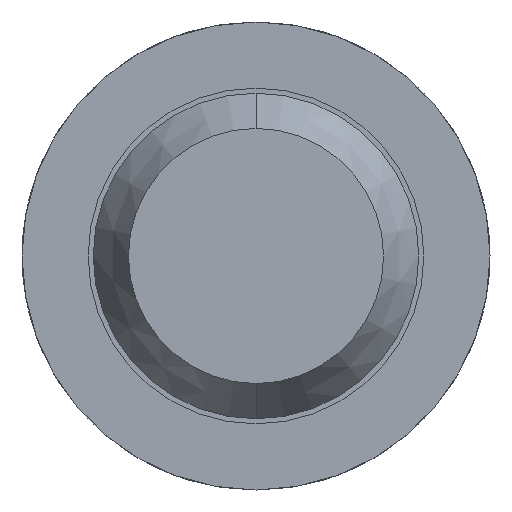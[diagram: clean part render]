
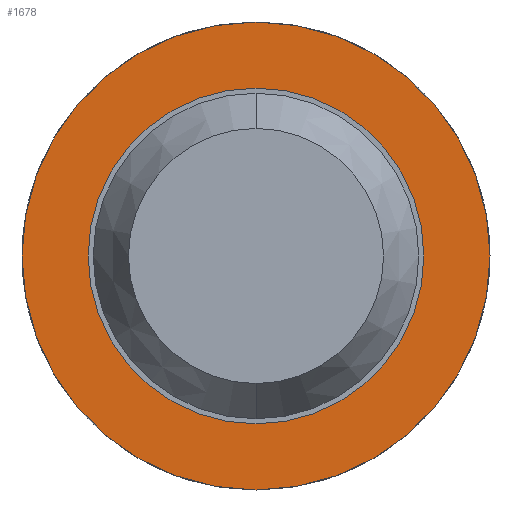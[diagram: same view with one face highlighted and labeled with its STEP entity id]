
A CAD part, front view. The second image highlights one B-rep face of the part: STEP entity #1678.
In plain terms, the highlighted planar face has unit normal (0, -1, 0).
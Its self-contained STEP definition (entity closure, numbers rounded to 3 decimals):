
#156 = ORIENTED_EDGE ( 'NONE', *, *, #3611, .F. ) ;
#289 = CARTESIAN_POINT ( 'NONE',  ( 0., -1.7, 0. ) ) ;
#321 = EDGE_LOOP ( 'NONE', ( #370, #156 ) ) ;
#369 = CARTESIAN_POINT ( 'NONE',  ( 0., -1.7, 0. ) ) ;
#370 = ORIENTED_EDGE ( 'NONE', *, *, #1474, .F. ) ;
#394 = PLANE ( 'NONE',  #636 ) ;
#415 = CIRCLE ( 'NONE', #893, 0.825 ) ;
#429 = DIRECTION ( 'NONE',  ( 0., 1., 0. ) ) ;
#636 = AXIS2_PLACEMENT_3D ( 'NONE', #710, #2853, #1019 ) ;
#695 = CIRCLE ( 'NONE', #2747, 1.15 ) ;
#710 = CARTESIAN_POINT ( 'NONE',  ( 0.825, -1.7, 0. ) ) ;
#868 = CARTESIAN_POINT ( 'NONE',  ( 0., -1.7, -1.15 ) ) ;
#893 = AXIS2_PLACEMENT_3D ( 'NONE', #3177, #3494, #3991 ) ;
#959 = VERTEX_POINT ( 'NONE', #868 ) ;
#1019 = DIRECTION ( 'NONE',  ( 0., 0., 1. ) ) ;
#1032 = ORIENTED_EDGE ( 'NONE', *, *, #1789, .T. ) ;
#1044 = FACE_BOUND ( 'NONE', #2812, .T. ) ;
#1094 = CIRCLE ( 'NONE', #1657, 0.825 ) ;
#1307 = DIRECTION ( 'NONE',  ( 0., 1., 0. ) ) ;
#1398 = CARTESIAN_POINT ( 'NONE',  ( 0., -1.7, 1.15 ) ) ;
#1474 = EDGE_CURVE ( 'Defeature ausgef�hrt1_0+Defeature ausgef�hrt1_7+Defeature ausgef�hrt1_7+Defeature ausgef�hrt1_7', #2404, #959, #2607, .T. ) ;
#1657 = AXIS2_PLACEMENT_3D ( 'NONE', #369, #1307, #1867 ) ;
#1678 = ADVANCED_FACE ( 'Defeature ausgef�hrt1_7', ( #2867, #1044 ), #394, .F. ) ;
#1789 = EDGE_CURVE ( 'Defeature ausgef�hrt1_7+Defeature ausgef�hrt1_6+Defeature ausgef�hrt1_6+Defeature ausgef�hrt1_6', #3721, #2208, #415, .T. ) ;
#1800 = DIRECTION ( 'NONE',  ( 0., 1., 0. ) ) ;
#1867 = DIRECTION ( 'NONE',  ( 0., 0., 1. ) ) ;
#1933 = DIRECTION ( 'NONE',  ( 0., 0., 1. ) ) ;
#2140 = EDGE_CURVE ( 'Defeature ausgef�hrt1_7+Defeature ausgef�hrt1_6+Defeature ausgef�hrt1_6+Defeature ausgef�hrt1_6', #2208, #3721, #1094, .T. ) ;
#2208 = VERTEX_POINT ( 'NONE', #2843 ) ;
#2261 = CARTESIAN_POINT ( 'NONE',  ( 0., -1.7, -0.825 ) ) ;
#2404 = VERTEX_POINT ( 'NONE', #1398 ) ;
#2607 = CIRCLE ( 'NONE', #3554, 1.15 ) ;
#2723 = DIRECTION ( 'NONE',  ( 0., 0., 1. ) ) ;
#2747 = AXIS2_PLACEMENT_3D ( 'NONE', #2893, #429, #1933 ) ;
#2812 = EDGE_LOOP ( 'NONE', ( #3229, #1032 ) ) ;
#2843 = CARTESIAN_POINT ( 'NONE',  ( 0., -1.7, 0.825 ) ) ;
#2853 = DIRECTION ( 'NONE',  ( 0., 1., 0. ) ) ;
#2867 = FACE_OUTER_BOUND ( 'NONE', #321, .T. ) ;
#2893 = CARTESIAN_POINT ( 'NONE',  ( 0., -1.7, 0. ) ) ;
#3177 = CARTESIAN_POINT ( 'NONE',  ( 0., -1.7, 0. ) ) ;
#3229 = ORIENTED_EDGE ( 'NONE', *, *, #2140, .T. ) ;
#3494 = DIRECTION ( 'NONE',  ( 0., 1., 0. ) ) ;
#3554 = AXIS2_PLACEMENT_3D ( 'NONE', #289, #1800, #2723 ) ;
#3611 = EDGE_CURVE ( 'Defeature ausgef�hrt1_0+Defeature ausgef�hrt1_7+Defeature ausgef�hrt1_7+Defeature ausgef�hrt1_7', #959, #2404, #695, .T. ) ;
#3721 = VERTEX_POINT ( 'NONE', #2261 ) ;
#3991 = DIRECTION ( 'NONE',  ( 0., 0., 1. ) ) ;
